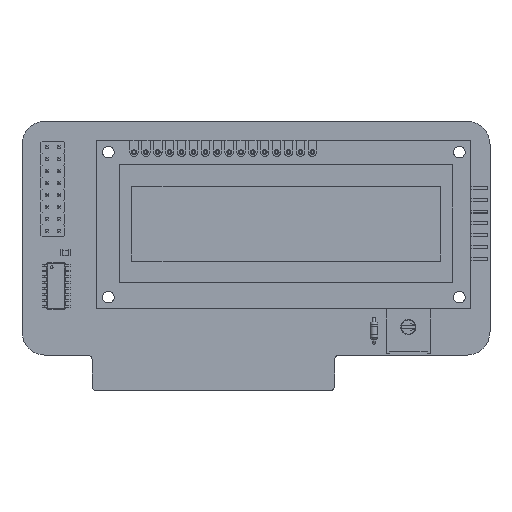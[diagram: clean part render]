
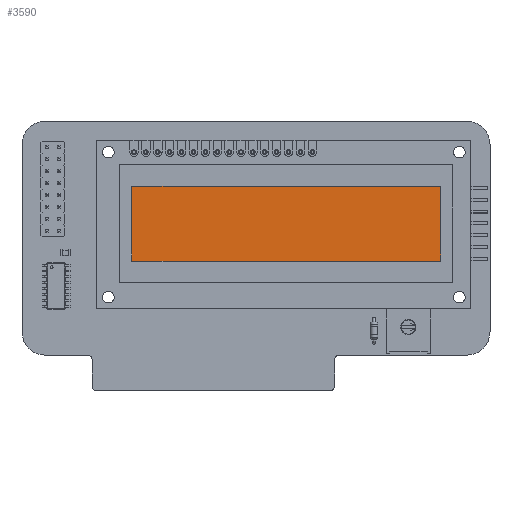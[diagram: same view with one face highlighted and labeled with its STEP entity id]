
A CAD part, top view. The second image highlights one B-rep face of the part: STEP entity #3590.
In plain terms, the highlighted planar face has unit normal (0, 0, 1).
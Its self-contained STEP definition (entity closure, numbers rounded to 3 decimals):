
#3500 = VERTEX_POINT('',#3501);
#3501 = CARTESIAN_POINT('',(73.55,-9.8,4.9));
#3507 = EDGE_CURVE('',#3508,#3500,#3510,.T.);
#3508 = VERTEX_POINT('',#3509);
#3509 = CARTESIAN_POINT('',(73.55,-25.8,4.9));
#3510 = LINE('',#3511,#3512);
#3511 = CARTESIAN_POINT('',(73.55,-25.8,4.9));
#3512 = VECTOR('',#3513,1.);
#3513 = DIRECTION('',(0.,1.,0.));
#3531 = VERTEX_POINT('',#3532);
#3532 = CARTESIAN_POINT('',(7.55,-9.8,4.9));
#3538 = EDGE_CURVE('',#3500,#3531,#3539,.T.);
#3539 = LINE('',#3540,#3541);
#3540 = CARTESIAN_POINT('',(73.55,-9.8,4.9));
#3541 = VECTOR('',#3542,1.);
#3542 = DIRECTION('',(-1.,0.,0.));
#3555 = VERTEX_POINT('',#3556);
#3556 = CARTESIAN_POINT('',(7.55,-25.8,4.9));
#3562 = EDGE_CURVE('',#3531,#3555,#3563,.T.);
#3563 = LINE('',#3564,#3565);
#3564 = CARTESIAN_POINT('',(7.55,-9.8,4.9));
#3565 = VECTOR('',#3566,1.);
#3566 = DIRECTION('',(0.,-1.,0.));
#3579 = EDGE_CURVE('',#3555,#3508,#3580,.T.);
#3580 = LINE('',#3581,#3582);
#3581 = CARTESIAN_POINT('',(7.55,-25.8,4.9));
#3582 = VECTOR('',#3583,1.);
#3583 = DIRECTION('',(1.,0.,0.));
#3590 = ADVANCED_FACE('',(#3591),#3597,.T.);
#3591 = FACE_BOUND('',#3592,.T.);
#3592 = EDGE_LOOP('',(#3593,#3594,#3595,#3596));
#3593 = ORIENTED_EDGE('',*,*,#3507,.T.);
#3594 = ORIENTED_EDGE('',*,*,#3538,.T.);
#3595 = ORIENTED_EDGE('',*,*,#3562,.T.);
#3596 = ORIENTED_EDGE('',*,*,#3579,.T.);
#3597 = PLANE('',#3598);
#3598 = AXIS2_PLACEMENT_3D('',#3599,#3600,#3601);
#3599 = CARTESIAN_POINT('',(0.,0.,4.9));
#3600 = DIRECTION('',(0.,0.,1.));
#3601 = DIRECTION('',(1.,0.,-0.));
